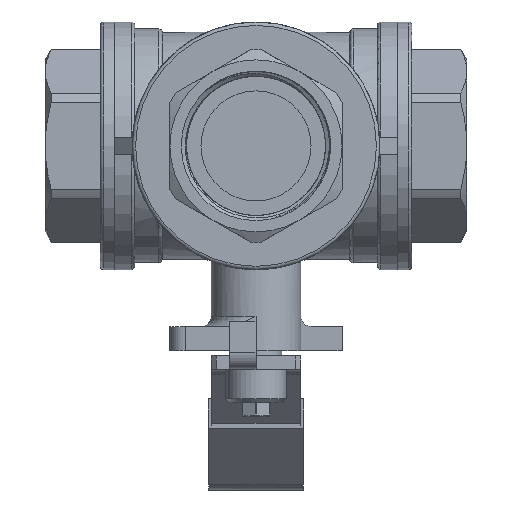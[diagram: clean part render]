
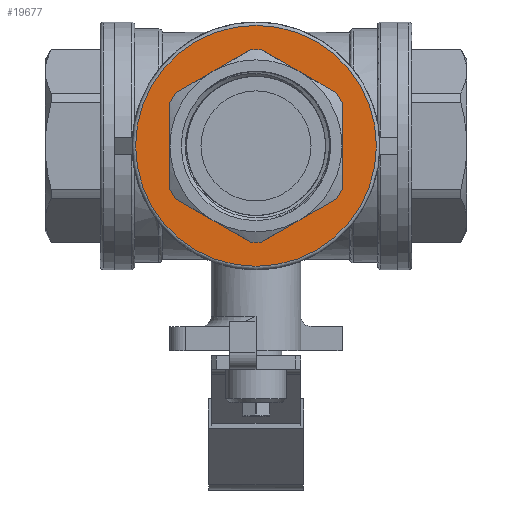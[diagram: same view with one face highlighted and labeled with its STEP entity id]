
A CAD part, front view. The second image highlights one B-rep face of the part: STEP entity #19677.
In plain terms, the highlighted face is planar.
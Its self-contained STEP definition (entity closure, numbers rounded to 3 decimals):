
#802=CIRCLE('',#20865,28.);
#803=CIRCLE('',#20867,28.);
#804=CIRCLE('',#20869,28.);
#805=CIRCLE('',#20871,28.);
#806=CIRCLE('',#20873,28.);
#808=CIRCLE('',#20876,28.);
#809=CIRCLE('',#20879,35.);
#2037=ORIENTED_EDGE('',*,*,#7757,.T.);
#2038=ORIENTED_EDGE('',*,*,#7758,.T.);
#2039=ORIENTED_EDGE('',*,*,#7754,.T.);
#2040=ORIENTED_EDGE('',*,*,#7759,.T.);
#2041=ORIENTED_EDGE('',*,*,#7743,.T.);
#2042=ORIENTED_EDGE('',*,*,#7760,.T.);
#2043=ORIENTED_EDGE('',*,*,#7748,.T.);
#2044=ORIENTED_EDGE('',*,*,#7761,.T.);
#2045=ORIENTED_EDGE('',*,*,#7741,.F.);
#2046=ORIENTED_EDGE('',*,*,#7756,.T.);
#2047=ORIENTED_EDGE('',*,*,#7738,.F.);
#2048=ORIENTED_EDGE('',*,*,#7762,.T.);
#2049=ORIENTED_EDGE('',*,*,#7750,.T.);
#7738=EDGE_CURVE('',#10665,#10666,#802,.T.);
#7741=EDGE_CURVE('',#10667,#10668,#803,.T.);
#7743=EDGE_CURVE('',#10669,#10670,#804,.T.);
#7748=EDGE_CURVE('',#10671,#10672,#805,.T.);
#7750=EDGE_CURVE('',#10674,#10673,#806,.T.);
#7754=EDGE_CURVE('',#10678,#10677,#808,.T.);
#7756=EDGE_CURVE('',#10667,#10666,#12636,.T.);
#7757=EDGE_CURVE('',#10679,#10679,#809,.T.);
#7758=EDGE_CURVE('',#10673,#10678,#12637,.T.);
#7759=EDGE_CURVE('',#10677,#10669,#12638,.T.);
#7760=EDGE_CURVE('',#10670,#10671,#12639,.T.);
#7761=EDGE_CURVE('',#10672,#10668,#12640,.T.);
#7762=EDGE_CURVE('',#10665,#10674,#12641,.T.);
#10665=VERTEX_POINT('',#31802);
#10666=VERTEX_POINT('',#31804);
#10667=VERTEX_POINT('',#31808);
#10668=VERTEX_POINT('',#31810);
#10669=VERTEX_POINT('',#31814);
#10670=VERTEX_POINT('',#31815);
#10671=VERTEX_POINT('',#31820);
#10672=VERTEX_POINT('',#31822);
#10673=VERTEX_POINT('',#31826);
#10674=VERTEX_POINT('',#31828);
#10677=VERTEX_POINT('',#31835);
#10678=VERTEX_POINT('',#31837);
#10679=VERTEX_POINT('',#31843);
#12636=LINE('',#31840,#14625);
#12637=LINE('',#31844,#14626);
#12638=LINE('',#31845,#14627);
#12639=LINE('',#31846,#14628);
#12640=LINE('',#31847,#14629);
#12641=LINE('',#31848,#14630);
#14625=VECTOR('',#22705,1000.);
#14626=VECTOR('',#22710,1000.);
#14627=VECTOR('',#22711,1000.);
#14628=VECTOR('',#22712,1000.);
#14629=VECTOR('',#22713,1000.);
#14630=VECTOR('',#22714,1000.);
#16596=EDGE_LOOP('',(#2037));
#16597=EDGE_LOOP('',(#2038,#2039,#2040,#2041,#2042,#2043,#2044,#2045,#2046,
#2047,#2048,#2049));
#17736=FACE_BOUND('',#16596,.T.);
#17737=FACE_BOUND('',#16597,.T.);
#18799=PLANE('',#20878);
#19677=ADVANCED_FACE('',(#17736,#17737),#18799,.F.);
#20865=AXIS2_PLACEMENT_3D('',#31803,#22668,#22669);
#20867=AXIS2_PLACEMENT_3D('',#31809,#22674,#22675);
#20869=AXIS2_PLACEMENT_3D('',#31813,#22679,#22680);
#20871=AXIS2_PLACEMENT_3D('',#31823,#22687,#22688);
#20873=AXIS2_PLACEMENT_3D('',#31827,#22692,#22693);
#20876=AXIS2_PLACEMENT_3D('',#31836,#22700,#22701);
#20878=AXIS2_PLACEMENT_3D('',#31841,#22706,#22707);
#20879=AXIS2_PLACEMENT_3D('',#31842,#22708,#22709);
#22668=DIRECTION('',(-1.,0.,0.));
#22669=DIRECTION('',(0.,-0.836,-0.548));
#22674=DIRECTION('',(-1.,0.,0.));
#22675=DIRECTION('',(0.,-0.893,0.45));
#22679=DIRECTION('',(1.,0.,0.));
#22680=DIRECTION('',(0.,0.893,0.45));
#22687=DIRECTION('',(1.,0.,0.));
#22688=DIRECTION('',(0.,0.056,0.998));
#22692=DIRECTION('',(1.,0.,0.));
#22693=DIRECTION('',(0.,-0.056,-0.998));
#22700=DIRECTION('',(1.,0.,0.));
#22701=DIRECTION('',(0.,0.836,-0.548));
#22705=DIRECTION('',(0.,0.,-1.));
#22706=DIRECTION('',(1.,0.,0.));
#22707=DIRECTION('',(0.,1.,0.));
#22708=DIRECTION('',(-1.,0.,0.));
#22709=DIRECTION('',(0.,0.,-1.));
#22710=DIRECTION('',(0.,0.866,0.5));
#22711=DIRECTION('',(0.,0.,1.));
#22712=DIRECTION('',(0.,-0.866,0.5));
#22713=DIRECTION('',(0.,-0.866,-0.5));
#22714=DIRECTION('',(0.,0.866,-0.5));
#31802=CARTESIAN_POINT('',(16.,-23.42,-15.346));
#31803=CARTESIAN_POINT('',(16.,0.,0.));
#31804=CARTESIAN_POINT('',(16.,-25.,-12.61));
#31808=CARTESIAN_POINT('',(16.,-25.,12.61));
#31809=CARTESIAN_POINT('',(16.,0.,0.));
#31810=CARTESIAN_POINT('',(16.,-23.42,15.346));
#31813=CARTESIAN_POINT('',(16.,0.,0.));
#31814=CARTESIAN_POINT('',(16.,25.,12.61));
#31815=CARTESIAN_POINT('',(16.,23.42,15.346));
#31820=CARTESIAN_POINT('',(16.,1.58,27.955));
#31822=CARTESIAN_POINT('',(16.,-1.58,27.955));
#31823=CARTESIAN_POINT('',(16.,0.,0.));
#31826=CARTESIAN_POINT('',(16.,1.58,-27.955));
#31827=CARTESIAN_POINT('',(16.,0.,0.));
#31828=CARTESIAN_POINT('',(16.,-1.58,-27.955));
#31835=CARTESIAN_POINT('',(16.,25.,-12.61));
#31836=CARTESIAN_POINT('',(16.,0.,0.));
#31837=CARTESIAN_POINT('',(16.,23.42,-15.346));
#31840=CARTESIAN_POINT('',(16.,-25.,12.61));
#31841=CARTESIAN_POINT('',(16.,0.,0.));
#31842=CARTESIAN_POINT('',(16.,0.,0.));
#31843=CARTESIAN_POINT('',(16.,0.,-35.));
#31844=CARTESIAN_POINT('',(16.,1.58,-27.955));
#31845=CARTESIAN_POINT('',(16.,25.,-12.61));
#31846=CARTESIAN_POINT('',(16.,23.42,15.346));
#31847=CARTESIAN_POINT('',(16.,-1.58,27.955));
#31848=CARTESIAN_POINT('',(16.,-23.42,-15.346));
